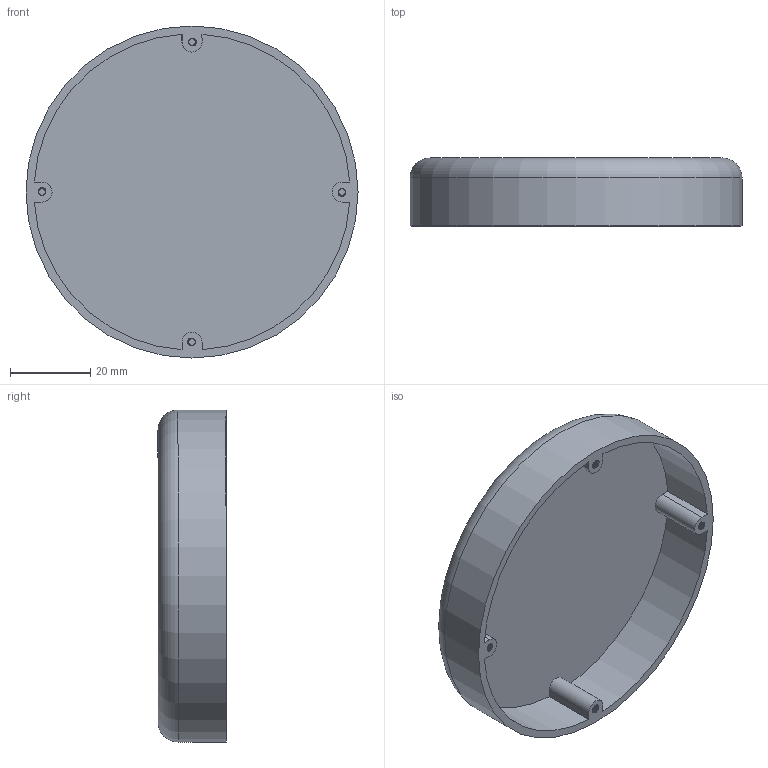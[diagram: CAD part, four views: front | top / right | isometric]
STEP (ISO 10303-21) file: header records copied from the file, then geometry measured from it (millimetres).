
FILE_DESCRIPTION(/* description */ (''),/* implementation_level */ '2;1');
FILE_NAME(/* name */ 'Top.step',/* time_stamp */ '2020-06-15T15:05:52+02:00',/* author */ (''),/* organization */ (''),/* preprocessor_version */ 'ST-DEVELOPER v18.1',/* originating_system */ 'Autodesk Translation Framework v9.3.0.1241',/* authorisation */ '');
FILE_SCHEMA (('AUTOMOTIVE_DESIGN { 1 0 10303 214 3 1 1 }'));
Length unit declared in the file: millimetre
Products named in the file (1): FusionComponent
Bounding box: 83 x 17 x 83 mm (x, y, z)
Volume: 23048.3 mm3; surface area: 18698.4 mm2
Topology: 1 solids, 1 shells, 113 faces, 318 edges, 212 vertices
Faces by surface type: cylinder 89, plane 15, bspline 8, torus 1
Full cylindrical faces by diameter (mm): 1.775 x20, 2.28 x8, 83 x1
Entity records: 8650 total; most frequent: CARTESIAN_POINT 6028, ORIENTED_EDGE 636, DIRECTION 391, EDGE_CURVE 318, VERTEX_POINT 212, B_SPLINE_CURVE_WITH_KNOTS 176, AXIS2_PLACEMENT_3D 143, EDGE_LOOP 118
